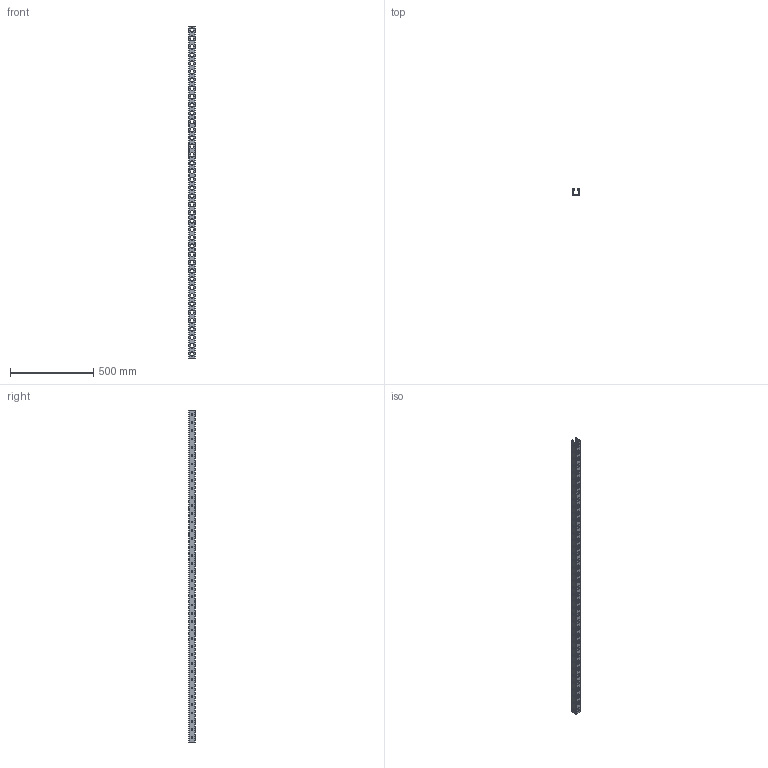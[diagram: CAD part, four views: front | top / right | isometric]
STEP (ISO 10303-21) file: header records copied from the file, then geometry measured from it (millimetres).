
FILE_DESCRIPTION (( 'STEP AP203' ), '1' );
FILE_NAME ('STRUT-镳铘桦黖h41-2000.step', '2022-01-25T05:25:36', ( '' ), ( '' ), 'SwSTEP 2.0', 'SolidWorks 2017', '' );
FILE_SCHEMA (( 'CONFIG_CONTROL_DESIGN' ));
Products named in the file (1): STRUT-镳铘桦黖h41-2000
Bounding box: 41 x 41 x 2000 mm (x, y, z)
Volume: 613026.9 mm3; surface area: 525760.9 mm2
Topology: 1 solids, 1 shells, 2128 faces, 6354 edges, 4228 vertices
Faces by surface type: plane 1882, cylinder 246
Entity records: 71015 total; most frequent: CARTESIAN_POINT 12711, ORIENTED_EDGE 12708, DIRECTION 11104, EDGE_CURVE 6354, VECTOR 5862, LINE 5862, VERTEX_POINT 4228, AXIS2_PLACEMENT_3D 2621
